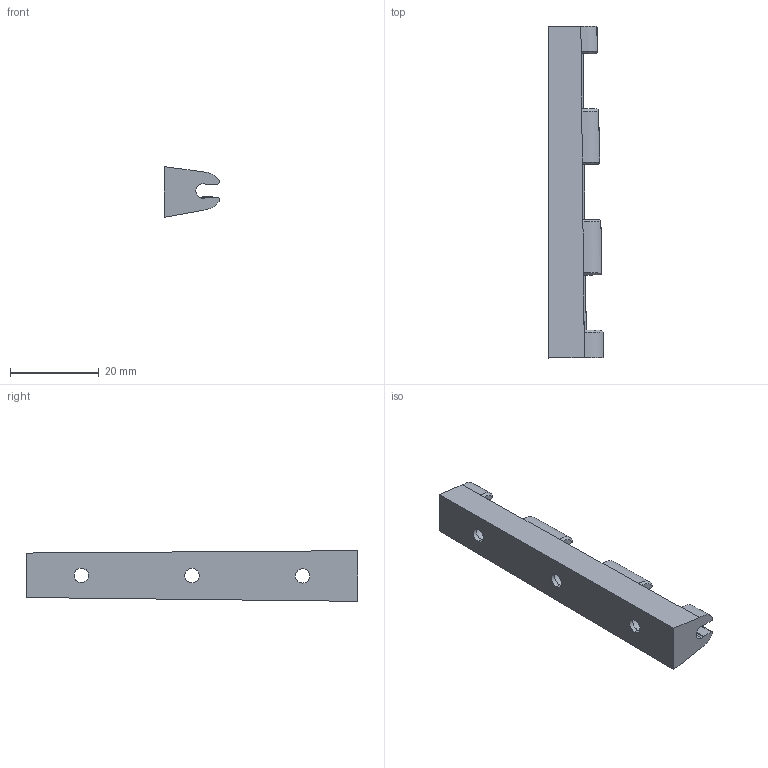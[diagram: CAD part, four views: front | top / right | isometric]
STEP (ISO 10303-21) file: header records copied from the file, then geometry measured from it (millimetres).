
FILE_DESCRIPTION (( 'STEP AP203' ), '1' );
FILE_NAME ('Mariah1.STEP', '2021-03-23T19:27:31', ( '' ), ( '' ), 'SwSTEP 2.0', 'SolidWorks 2020', '' );
FILE_SCHEMA (( 'CONFIG_CONTROL_DESIGN' ));
Length unit declared in the file: metre
Products named in the file (1): Mariah1
Bounding box: 12.46 x 75 x 11.45 mm (x, y, z)
Volume: 4922.1 mm3; surface area: 3851.1 mm2
Topology: 1 solids, 1 shells, 91 faces, 246 edges, 160 vertices
Faces by surface type: bspline 45, plane 26, cylinder 20
Entity records: 9942 total; most frequent: CARTESIAN_POINT 8064, ORIENTED_EDGE 492, EDGE_CURVE 246, DIRECTION 186, VERTEX_POINT 160, B_SPLINE_CURVE_WITH_KNOTS 156, EDGE_LOOP 100, FACE_OUTER_BOUND 91
